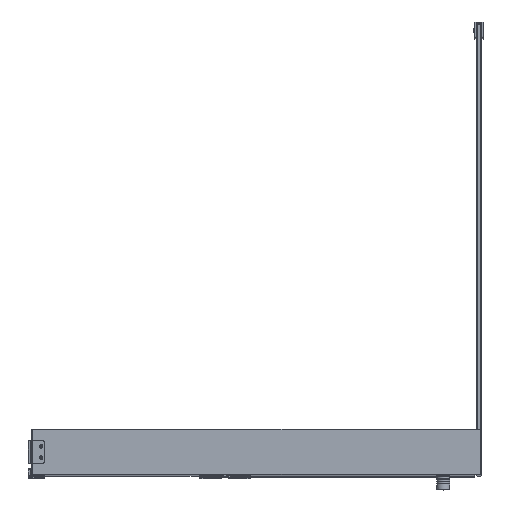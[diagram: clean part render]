
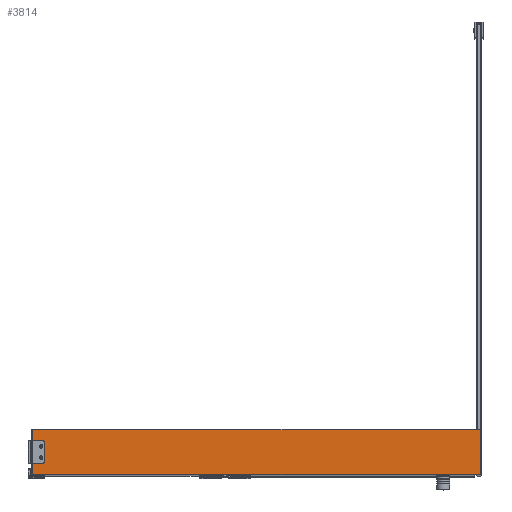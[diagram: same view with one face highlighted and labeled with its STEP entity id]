
A CAD part, top view. The second image highlights one B-rep face of the part: STEP entity #3814.
In plain terms, the highlighted planar face has unit normal (0, 0, 1).
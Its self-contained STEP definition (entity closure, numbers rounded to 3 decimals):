
#3814=ADVANCED_FACE('',(#6308),#40295,.T.);
#6308=FACE_OUTER_BOUND('',#8962,.T.);
#8962=EDGE_LOOP('',(#21726,#21727,#21728,#21729,#21730,#21731,#21732,#21733));
#21726=ORIENTED_EDGE('',*,*,#28201,.T.);
#21727=ORIENTED_EDGE('',*,*,#28226,.T.);
#21728=ORIENTED_EDGE('',*,*,#28202,.T.);
#21729=ORIENTED_EDGE('',*,*,#28227,.T.);
#21730=ORIENTED_EDGE('',*,*,#28203,.T.);
#21731=ORIENTED_EDGE('',*,*,#28221,.T.);
#21732=ORIENTED_EDGE('',*,*,#28204,.T.);
#21733=ORIENTED_EDGE('',*,*,#28220,.T.);
#28201=EDGE_CURVE('',#38743,#38744,#33170,.T.);
#28202=EDGE_CURVE('',#38745,#38746,#33171,.T.);
#28203=EDGE_CURVE('',#38747,#38748,#33172,.T.);
#28204=EDGE_CURVE('',#38749,#38750,#33173,.T.);
#28220=EDGE_CURVE('',#38750,#38743,#34652,.T.);
#28221=EDGE_CURVE('',#38748,#38749,#34653,.T.);
#28226=EDGE_CURVE('',#38744,#38745,#34654,.T.);
#28227=EDGE_CURVE('',#38746,#38747,#34655,.T.);
#33170=B_SPLINE_CURVE_WITH_KNOTS('',1,(#84043,#84044),.UNSPECIFIED.,.F.,
 .F.,(2,2),(0.,989.),.UNSPECIFIED.);
#33171=B_SPLINE_CURVE_WITH_KNOTS('',1,(#84045,#84046),.UNSPECIFIED.,.F.,
 .F.,(2,2),(0.,96.),.UNSPECIFIED.);
#33172=B_SPLINE_CURVE_WITH_KNOTS('',1,(#84047,#84048),.UNSPECIFIED.,.F.,
 .F.,(2,2),(0.,989.),.UNSPECIFIED.);
#33173=B_SPLINE_CURVE_WITH_KNOTS('',1,(#84049,#84050),.UNSPECIFIED.,.F.,
 .F.,(2,2),(0.,96.),.UNSPECIFIED.);
#34652=(
BOUNDED_CURVE()
B_SPLINE_CURVE(2,(#84089,#84090,#84091),.UNSPECIFIED.,.F.,.F.)
B_SPLINE_CURVE_WITH_KNOTS((3,3),(-1.571,0.),.UNSPECIFIED.)
CURVE()
GEOMETRIC_REPRESENTATION_ITEM()
RATIONAL_B_SPLINE_CURVE((1.,0.707,1.))
REPRESENTATION_ITEM('')
);
#34653=(
BOUNDED_CURVE()
B_SPLINE_CURVE(2,(#84092,#84093,#84094),.UNSPECIFIED.,.F.,.F.)
B_SPLINE_CURVE_WITH_KNOTS((3,3),(-1.571,0.),.UNSPECIFIED.)
CURVE()
GEOMETRIC_REPRESENTATION_ITEM()
RATIONAL_B_SPLINE_CURVE((1.,0.707,1.))
REPRESENTATION_ITEM('')
);
#34654=(
BOUNDED_CURVE()
B_SPLINE_CURVE(2,(#84103,#84104,#84105),.UNSPECIFIED.,.F.,.F.)
B_SPLINE_CURVE_WITH_KNOTS((3,3),(-1.571,0.),.UNSPECIFIED.)
CURVE()
GEOMETRIC_REPRESENTATION_ITEM()
RATIONAL_B_SPLINE_CURVE((1.,0.707,1.))
REPRESENTATION_ITEM('')
);
#34655=(
BOUNDED_CURVE()
B_SPLINE_CURVE(2,(#84106,#84107,#84108),.UNSPECIFIED.,.F.,.F.)
B_SPLINE_CURVE_WITH_KNOTS((3,3),(-1.571,0.),.UNSPECIFIED.)
CURVE()
GEOMETRIC_REPRESENTATION_ITEM()
RATIONAL_B_SPLINE_CURVE((1.,0.707,1.))
REPRESENTATION_ITEM('')
);
#38743=VERTEX_POINT('',#83995);
#38744=VERTEX_POINT('',#83996);
#38745=VERTEX_POINT('',#83997);
#38746=VERTEX_POINT('',#83998);
#38747=VERTEX_POINT('',#83999);
#38748=VERTEX_POINT('',#84000);
#38749=VERTEX_POINT('',#84001);
#38750=VERTEX_POINT('',#84002);
#40295=PLANE('',#43740);
#43740=AXIS2_PLACEMENT_3D('',#83821,#46019,$);
#46019=DIRECTION('',(0.,0.,1.));
#83821=CARTESIAN_POINT('',(-594.6,-58.8,10.));
#83995=CARTESIAN_POINT('',(494.5,49.,10.));
#83996=CARTESIAN_POINT('',(-494.5,49.,10.));
#83997=CARTESIAN_POINT('',(-495.5,48.,10.));
#83998=CARTESIAN_POINT('',(-495.5,-48.,10.));
#83999=CARTESIAN_POINT('',(-494.5,-49.,10.));
#84000=CARTESIAN_POINT('',(494.5,-49.,10.));
#84001=CARTESIAN_POINT('',(495.5,-48.,10.));
#84002=CARTESIAN_POINT('',(495.5,48.,10.));
#84043=CARTESIAN_POINT('',(494.5,49.,10.));
#84044=CARTESIAN_POINT('',(-494.5,49.,10.));
#84045=CARTESIAN_POINT('',(-495.5,48.,10.));
#84046=CARTESIAN_POINT('',(-495.5,-48.,10.));
#84047=CARTESIAN_POINT('',(-494.5,-49.,10.));
#84048=CARTESIAN_POINT('',(494.5,-49.,10.));
#84049=CARTESIAN_POINT('',(495.5,-48.,10.));
#84050=CARTESIAN_POINT('',(495.5,48.,10.));
#84089=CARTESIAN_POINT('',(495.5,48.,10.));
#84090=CARTESIAN_POINT('',(495.5,49.,10.));
#84091=CARTESIAN_POINT('',(494.5,49.,10.));
#84092=CARTESIAN_POINT('',(494.5,-49.,10.));
#84093=CARTESIAN_POINT('',(495.5,-49.,10.));
#84094=CARTESIAN_POINT('',(495.5,-48.,10.));
#84103=CARTESIAN_POINT('',(-494.5,49.,10.));
#84104=CARTESIAN_POINT('',(-495.5,49.,10.));
#84105=CARTESIAN_POINT('',(-495.5,48.,10.));
#84106=CARTESIAN_POINT('',(-495.5,-48.,10.));
#84107=CARTESIAN_POINT('',(-495.5,-49.,10.));
#84108=CARTESIAN_POINT('',(-494.5,-49.,10.));
